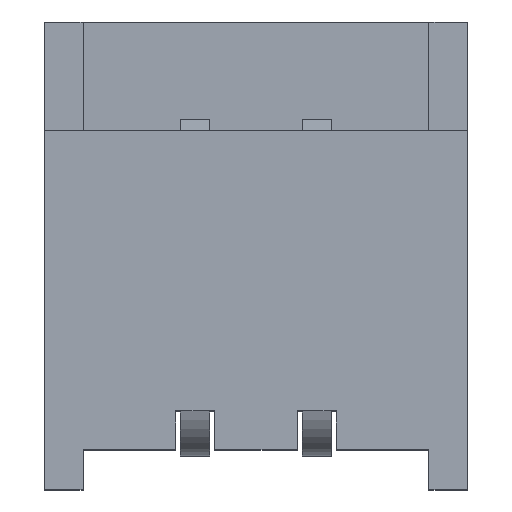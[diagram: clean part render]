
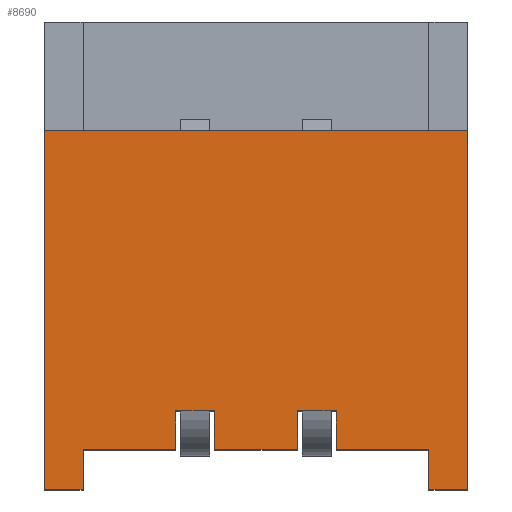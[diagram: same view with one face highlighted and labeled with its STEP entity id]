
A CAD part, top view. The second image highlights one B-rep face of the part: STEP entity #8690.
In plain terms, the highlighted planar face has unit normal (0, 0, 1).
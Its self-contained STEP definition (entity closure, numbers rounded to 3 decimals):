
#393 = CARTESIAN_POINT ( 'NONE',  ( -0.825, -0.092, 3.2 ) ) ;
#467 = CARTESIAN_POINT ( 'NONE',  ( -0.825, -0.092, 3.2 ) ) ;
#546 = VERTEX_POINT ( 'NONE', #13667 ) ;
#705 = ORIENTED_EDGE ( 'NONE', *, *, #4765, .F. ) ;
#865 = LINE ( 'NONE', #10930, #908 ) ;
#908 = VECTOR ( 'NONE', #15956, 1000. ) ;
#931 = LINE ( 'NONE', #16030, #10027 ) ;
#937 = VECTOR ( 'NONE', #8467, 1000. ) ;
#1115 = VECTOR ( 'NONE', #8392, 1000. ) ;
#1323 = ORIENTED_EDGE ( 'NONE', *, *, #1413, .F. ) ;
#1413 = EDGE_CURVE ( 'NONE', #3111, #7261, #9854, .T. ) ;
#1682 = CARTESIAN_POINT ( 'NONE',  ( 0.425, 0.308, 3.2 ) ) ;
#2061 = EDGE_CURVE ( 'NONE', #5801, #8989, #4091, .T. ) ;
#2087 = CARTESIAN_POINT ( 'NONE',  ( 1.775, -0.092, 3.2 ) ) ;
#2208 = EDGE_CURVE ( 'NONE', #12088, #15923, #6833, .T. ) ;
#2355 = LINE ( 'NONE', #12501, #5928 ) ;
#2563 = ORIENTED_EDGE ( 'NONE', *, *, #2208, .F. ) ;
#2691 = VERTEX_POINT ( 'NONE', #7130 ) ;
#2789 = CARTESIAN_POINT ( 'NONE',  ( -1.775, -0.5, 3.2 ) ) ;
#2790 = CARTESIAN_POINT ( 'NONE',  ( 0.825, -0.092, 3.2 ) ) ;
#3012 = ORIENTED_EDGE ( 'NONE', *, *, #12854, .F. ) ;
#3111 = VERTEX_POINT ( 'NONE', #3303 ) ;
#3163 = VECTOR ( 'NONE', #6398, 1000. ) ;
#3242 = AXIS2_PLACEMENT_3D ( 'NONE', #11365, #15152, #5086 ) ;
#3247 = VECTOR ( 'NONE', #5224, 1000. ) ;
#3286 = CARTESIAN_POINT ( 'NONE',  ( 1.775, -0.5, 3.2 ) ) ;
#3303 = CARTESIAN_POINT ( 'NONE',  ( 0.425, 0.308, 3.2 ) ) ;
#4091 = LINE ( 'NONE', #2790, #9140 ) ;
#4163 = VECTOR ( 'NONE', #5811, 1000. ) ;
#4261 = ORIENTED_EDGE ( 'NONE', *, *, #10394, .T. ) ;
#4345 = ORIENTED_EDGE ( 'NONE', *, *, #16018, .F. ) ;
#4526 = VECTOR ( 'NONE', #14966, 1000. ) ;
#4765 = EDGE_CURVE ( 'NONE', #8989, #3111, #11838, .T. ) ;
#4931 = ORIENTED_EDGE ( 'NONE', *, *, #2061, .F. ) ;
#5017 = DIRECTION ( 'NONE',  ( 0., 1., 0. ) ) ;
#5086 = DIRECTION ( 'NONE',  ( 1., 0., 0. ) ) ;
#5224 = DIRECTION ( 'NONE',  ( 0., -1., 0. ) ) ;
#5558 = CARTESIAN_POINT ( 'NONE',  ( -2.175, 3.188, 3.2 ) ) ;
#5730 = VERTEX_POINT ( 'NONE', #9294 ) ;
#5756 = DIRECTION ( 'NONE',  ( 0., -1., 0. ) ) ;
#5801 = VERTEX_POINT ( 'NONE', #14824 ) ;
#5811 = DIRECTION ( 'NONE',  ( -1., 0., 0. ) ) ;
#5890 = ORIENTED_EDGE ( 'NONE', *, *, #11251, .F. ) ;
#5922 = LINE ( 'NONE', #3286, #8759 ) ;
#5928 = VECTOR ( 'NONE', #7388, 1000. ) ;
#5945 = LINE ( 'NONE', #8335, #9303 ) ;
#6192 = CARTESIAN_POINT ( 'NONE',  ( -2.175, 4.3, 3.2 ) ) ;
#6296 = VERTEX_POINT ( 'NONE', #2789 ) ;
#6398 = DIRECTION ( 'NONE',  ( -1., 0., 0. ) ) ;
#6493 = VERTEX_POINT ( 'NONE', #11022 ) ;
#6725 = VERTEX_POINT ( 'NONE', #2087 ) ;
#6833 = LINE ( 'NONE', #467, #15724 ) ;
#6995 = DIRECTION ( 'NONE',  ( 0., 1., 0. ) ) ;
#7017 = DIRECTION ( 'NONE',  ( 0., 1., 0. ) ) ;
#7130 = CARTESIAN_POINT ( 'NONE',  ( -0.425, -0.092, 3.2 ) ) ;
#7176 = CARTESIAN_POINT ( 'NONE',  ( 2.175, 4.3, 3.2 ) ) ;
#7223 = EDGE_LOOP ( 'NONE', ( #1323, #705, #4931, #12560, #12078, #9458, #9074, #13791, #4261, #12384, #14839, #4345, #2563, #3012, #8942, #5890 ) ) ;
#7261 = VERTEX_POINT ( 'NONE', #7556 ) ;
#7388 = DIRECTION ( 'NONE',  ( -1., 0., 0. ) ) ;
#7536 = EDGE_CURVE ( 'NONE', #6725, #5801, #931, .T. ) ;
#7556 = CARTESIAN_POINT ( 'NONE',  ( 0.425, -0.092, 3.2 ) ) ;
#7723 = VECTOR ( 'NONE', #9422, 1000. ) ;
#8248 = LINE ( 'NONE', #7176, #9568 ) ;
#8286 = CARTESIAN_POINT ( 'NONE',  ( -0.425, -0.092, 3.2 ) ) ;
#8335 = CARTESIAN_POINT ( 'NONE',  ( -2.175, -0.5, 3.2 ) ) ;
#8392 = DIRECTION ( 'NONE',  ( -1., 0., 0. ) ) ;
#8467 = DIRECTION ( 'NONE',  ( 0., -1., 0. ) ) ;
#8690 = ADVANCED_FACE ( 'NONE', ( #14081 ), #10267, .T. ) ;
#8759 = VECTOR ( 'NONE', #6995, 1000. ) ;
#8942 = ORIENTED_EDGE ( 'NONE', *, *, #14570, .F. ) ;
#8989 = VERTEX_POINT ( 'NONE', #9022 ) ;
#9022 = CARTESIAN_POINT ( 'NONE',  ( 0.825, 0.308, 3.2 ) ) ;
#9074 = ORIENTED_EDGE ( 'NONE', *, *, #15806, .T. ) ;
#9140 = VECTOR ( 'NONE', #5017, 1000. ) ;
#9278 = CARTESIAN_POINT ( 'NONE',  ( -0.825, 0.308, 3.2 ) ) ;
#9294 = CARTESIAN_POINT ( 'NONE',  ( 2.175, -0.5, 3.2 ) ) ;
#9303 = VECTOR ( 'NONE', #13608, 1000. ) ;
#9422 = DIRECTION ( 'NONE',  ( 1., 0., 0. ) ) ;
#9458 = ORIENTED_EDGE ( 'NONE', *, *, #11280, .T. ) ;
#9568 = VECTOR ( 'NONE', #7017, 1000. ) ;
#9841 = DIRECTION ( 'NONE',  ( -1., 0., 0. ) ) ;
#9854 = LINE ( 'NONE', #15884, #937 ) ;
#9897 = VERTEX_POINT ( 'NONE', #14144 ) ;
#10027 = VECTOR ( 'NONE', #9841, 1000. ) ;
#10267 = PLANE ( 'NONE',  #3242 ) ;
#10304 = CARTESIAN_POINT ( 'NONE',  ( -1.775, -0.092, 3.2 ) ) ;
#10392 = EDGE_CURVE ( 'NONE', #13236, #6296, #5945, .T. ) ;
#10394 = EDGE_CURVE ( 'NONE', #9897, #13236, #10968, .T. ) ;
#10466 = VERTEX_POINT ( 'NONE', #11549 ) ;
#10930 = CARTESIAN_POINT ( 'NONE',  ( -2.175, -0.5, 3.2 ) ) ;
#10968 = LINE ( 'NONE', #6192, #12477 ) ;
#11022 = CARTESIAN_POINT ( 'NONE',  ( -0.425, 0.308, 3.2 ) ) ;
#11085 = LINE ( 'NONE', #8286, #4526 ) ;
#11251 = EDGE_CURVE ( 'NONE', #7261, #2691, #2355, .T. ) ;
#11280 = EDGE_CURVE ( 'NONE', #546, #5730, #865, .T. ) ;
#11365 = CARTESIAN_POINT ( 'NONE',  ( 0., 0., 3.2 ) ) ;
#11549 = CARTESIAN_POINT ( 'NONE',  ( 2.175, 3.188, 3.2 ) ) ;
#11838 = LINE ( 'NONE', #1682, #4163 ) ;
#12078 = ORIENTED_EDGE ( 'NONE', *, *, #15965, .F. ) ;
#12088 = VERTEX_POINT ( 'NONE', #14825 ) ;
#12109 = LINE ( 'NONE', #14668, #1115 ) ;
#12384 = ORIENTED_EDGE ( 'NONE', *, *, #10392, .T. ) ;
#12477 = VECTOR ( 'NONE', #15992, 1000. ) ;
#12501 = CARTESIAN_POINT ( 'NONE',  ( -1.775, -0.092, 3.2 ) ) ;
#12560 = ORIENTED_EDGE ( 'NONE', *, *, #7536, .F. ) ;
#12854 = EDGE_CURVE ( 'NONE', #6493, #12088, #15219, .T. ) ;
#12992 = LINE ( 'NONE', #13978, #3247 ) ;
#13236 = VERTEX_POINT ( 'NONE', #15849 ) ;
#13608 = DIRECTION ( 'NONE',  ( 1., 0., 0. ) ) ;
#13667 = CARTESIAN_POINT ( 'NONE',  ( 1.775, -0.5, 3.2 ) ) ;
#13791 = ORIENTED_EDGE ( 'NONE', *, *, #15459, .F. ) ;
#13978 = CARTESIAN_POINT ( 'NONE',  ( -1.775, -0.5, 3.2 ) ) ;
#14081 = FACE_OUTER_BOUND ( 'NONE', #7223, .T. ) ;
#14144 = CARTESIAN_POINT ( 'NONE',  ( -2.175, 3.188, 3.2 ) ) ;
#14222 = LINE ( 'NONE', #5558, #7723 ) ;
#14570 = EDGE_CURVE ( 'NONE', #2691, #6493, #11085, .T. ) ;
#14668 = CARTESIAN_POINT ( 'NONE',  ( -1.775, -0.092, 3.2 ) ) ;
#14824 = CARTESIAN_POINT ( 'NONE',  ( 0.825, -0.092, 3.2 ) ) ;
#14825 = CARTESIAN_POINT ( 'NONE',  ( -0.825, 0.308, 3.2 ) ) ;
#14839 = ORIENTED_EDGE ( 'NONE', *, *, #16265, .F. ) ;
#14948 = VERTEX_POINT ( 'NONE', #10304 ) ;
#14966 = DIRECTION ( 'NONE',  ( 0., 1., 0. ) ) ;
#15152 = DIRECTION ( 'NONE',  ( 0., 0., 1. ) ) ;
#15219 = LINE ( 'NONE', #9278, #3163 ) ;
#15459 = EDGE_CURVE ( 'NONE', #9897, #10466, #14222, .T. ) ;
#15724 = VECTOR ( 'NONE', #5756, 1000. ) ;
#15806 = EDGE_CURVE ( 'NONE', #5730, #10466, #8248, .T. ) ;
#15849 = CARTESIAN_POINT ( 'NONE',  ( -2.175, -0.5, 3.2 ) ) ;
#15884 = CARTESIAN_POINT ( 'NONE',  ( 0.425, -0.092, 3.2 ) ) ;
#15923 = VERTEX_POINT ( 'NONE', #393 ) ;
#15956 = DIRECTION ( 'NONE',  ( 1., 0., 0. ) ) ;
#15965 = EDGE_CURVE ( 'NONE', #546, #6725, #5922, .T. ) ;
#15992 = DIRECTION ( 'NONE',  ( 0., -1., 0. ) ) ;
#16018 = EDGE_CURVE ( 'NONE', #15923, #14948, #12109, .T. ) ;
#16030 = CARTESIAN_POINT ( 'NONE',  ( -1.775, -0.092, 3.2 ) ) ;
#16265 = EDGE_CURVE ( 'NONE', #14948, #6296, #12992, .T. ) ;
